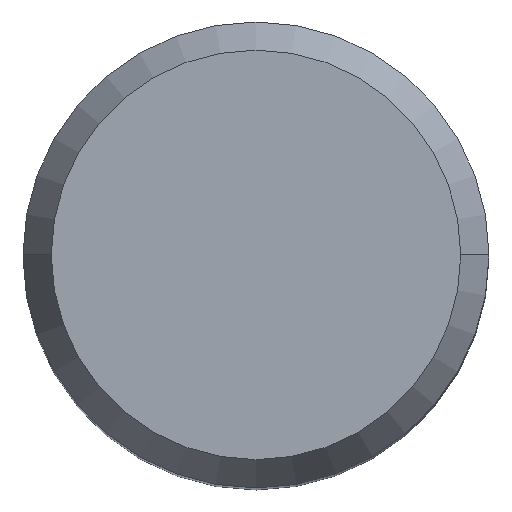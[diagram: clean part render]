
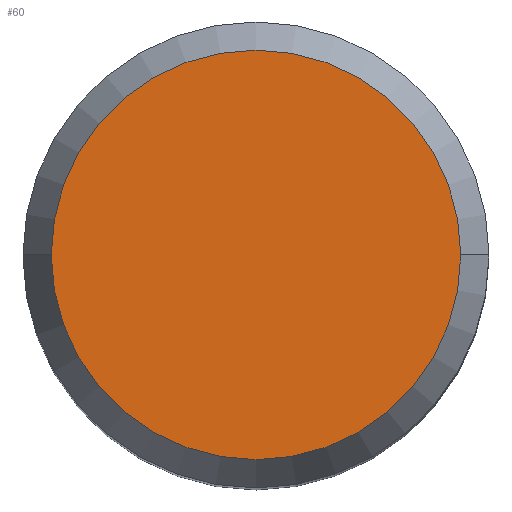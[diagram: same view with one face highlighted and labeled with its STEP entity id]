
A CAD part, top view. The second image highlights one B-rep face of the part: STEP entity #60.
In plain terms, the highlighted planar face has unit normal (0, 0, 1).
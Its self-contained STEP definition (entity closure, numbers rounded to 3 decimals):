
#47=PLANE('',#379);
#60=ADVANCED_FACE('',(#85),#47,.T.);
#85=FACE_OUTER_BOUND('',#104,.T.);
#104=EDGE_LOOP('',(#134,#135));
#134=ORIENTED_EDGE('',*,*,#213,.T.);
#135=ORIENTED_EDGE('',*,*,#214,.T.);
#191=VERTEX_POINT('',#555);
#192=VERTEX_POINT('',#556);
#213=EDGE_CURVE('',#191,#192,#243,.T.);
#214=EDGE_CURVE('',#192,#191,#244,.T.);
#243=CIRCLE('',#377,8.37);
#244=CIRCLE('',#378,8.37);
#377=AXIS2_PLACEMENT_3D('',#554,#451,#452);
#378=AXIS2_PLACEMENT_3D('',#557,#453,#454);
#379=AXIS2_PLACEMENT_3D('',#558,#455,#456);
#451=DIRECTION('',(0.,0.,1.));
#452=DIRECTION('',(-1.,0.,0.));
#453=DIRECTION('',(0.,0.,1.));
#454=DIRECTION('',(1.,0.,0.));
#455=DIRECTION('',(0.,0.,1.));
#456=DIRECTION('',(-1.,0.,0.));
#554=CARTESIAN_POINT('',(0.,0.,24.5));
#555=CARTESIAN_POINT('',(-8.37,0.,24.5));
#556=CARTESIAN_POINT('',(8.37,0.,24.5));
#557=CARTESIAN_POINT('',(0.,0.,24.5));
#558=CARTESIAN_POINT('',(0.,0.,24.5));
